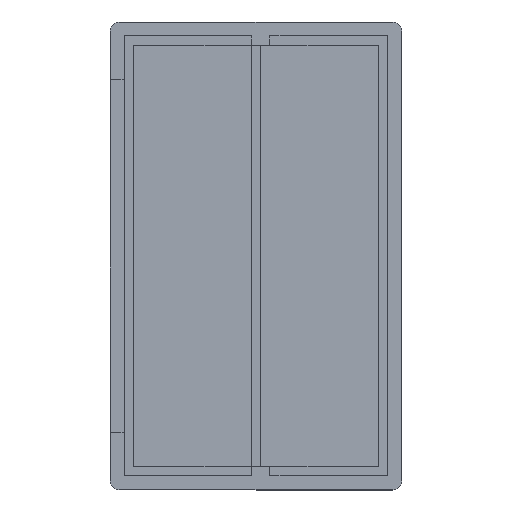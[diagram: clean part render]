
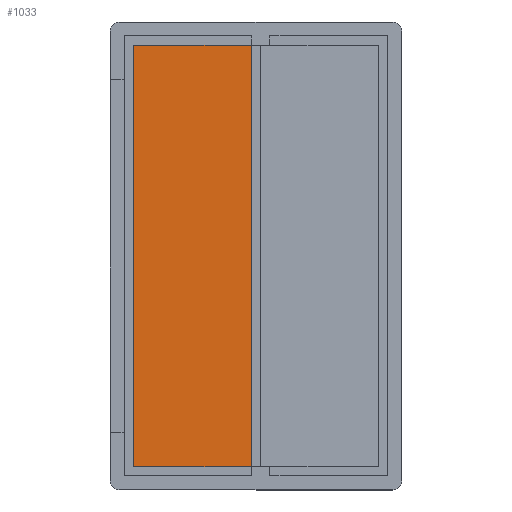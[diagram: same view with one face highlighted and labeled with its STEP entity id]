
A CAD part, top view. The second image highlights one B-rep face of the part: STEP entity #1033.
In plain terms, the highlighted planar face has unit normal (0, 0, 1).
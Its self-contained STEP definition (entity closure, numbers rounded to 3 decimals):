
#5 = ORIENTED_EDGE ( 'NONE', *, *, #775, .T. ) ;
#27 = ORIENTED_EDGE ( 'NONE', *, *, #791, .T. ) ;
#62 = VERTEX_POINT ( 'NONE', #490 ) ;
#63 = AXIS2_PLACEMENT_3D ( 'NONE', #1024, #201, #103 ) ;
#85 = EDGE_CURVE ( 'NONE', #833, #595, #1063, .T. ) ;
#103 = DIRECTION ( 'NONE',  ( 1., 0., 0. ) ) ;
#142 = CARTESIAN_POINT ( 'NONE',  ( -13.2, -22.7, 1. ) ) ;
#201 = DIRECTION ( 'NONE',  ( 0., 0., 1. ) ) ;
#258 = EDGE_CURVE ( 'NONE', #1134, #833, #345, .T. ) ;
#338 = CARTESIAN_POINT ( 'NONE',  ( -13.2, 22.7, 1. ) ) ;
#345 = LINE ( 'NONE', #338, #1137 ) ;
#358 = VECTOR ( 'NONE', #788, 1000. ) ;
#363 = VECTOR ( 'NONE', #706, 1000. ) ;
#409 = ORIENTED_EDGE ( 'NONE', *, *, #85, .T. ) ;
#420 = EDGE_LOOP ( 'NONE', ( #27, #690, #409, #5 ) ) ;
#458 = PLANE ( 'NONE',  #63 ) ;
#490 = CARTESIAN_POINT ( 'NONE',  ( -0.5, 22.7, 1. ) ) ;
#531 = DIRECTION ( 'NONE',  ( 0., 1., 0. ) ) ;
#594 = CARTESIAN_POINT ( 'NONE',  ( -0.5, -22.7, 1. ) ) ;
#595 = VERTEX_POINT ( 'NONE', #594 ) ;
#613 = CARTESIAN_POINT ( 'NONE',  ( -0.5, 22.7, 1. ) ) ;
#690 = ORIENTED_EDGE ( 'NONE', *, *, #258, .T. ) ;
#696 = CARTESIAN_POINT ( 'NONE',  ( -0.5, 22.7, 1. ) ) ;
#706 = DIRECTION ( 'NONE',  ( -1., 0., 0. ) ) ;
#714 = DIRECTION ( 'NONE',  ( 0., -1., 0. ) ) ;
#721 = FACE_OUTER_BOUND ( 'NONE', #420, .T. ) ;
#775 = EDGE_CURVE ( 'NONE', #595, #62, #893, .T. ) ;
#788 = DIRECTION ( 'NONE',  ( 1., 0., 0. ) ) ;
#791 = EDGE_CURVE ( 'NONE', #62, #1134, #881, .T. ) ;
#833 = VERTEX_POINT ( 'NONE', #1066 ) ;
#881 = LINE ( 'NONE', #613, #363 ) ;
#891 = VECTOR ( 'NONE', #531, 1000. ) ;
#893 = LINE ( 'NONE', #696, #891 ) ;
#1024 = CARTESIAN_POINT ( 'NONE',  ( 0., 0., 1. ) ) ;
#1033 = ADVANCED_FACE ( 'NONE', ( #721 ), #458, .T. ) ;
#1063 = LINE ( 'NONE', #142, #358 ) ;
#1066 = CARTESIAN_POINT ( 'NONE',  ( -13.2, -22.7, 1. ) ) ;
#1119 = CARTESIAN_POINT ( 'NONE',  ( -13.2, 22.7, 1. ) ) ;
#1134 = VERTEX_POINT ( 'NONE', #1119 ) ;
#1137 = VECTOR ( 'NONE', #714, 1000. ) ;
